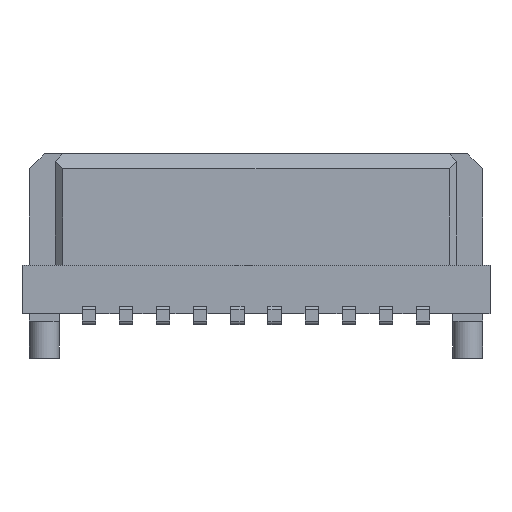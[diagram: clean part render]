
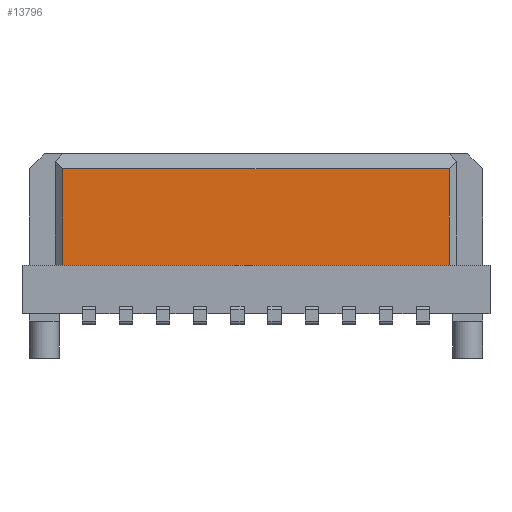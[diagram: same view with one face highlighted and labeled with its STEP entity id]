
A CAD part, front view. The second image highlights one B-rep face of the part: STEP entity #13796.
In plain terms, the highlighted planar face has unit normal (0, -1, 0).
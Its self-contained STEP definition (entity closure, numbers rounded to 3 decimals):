
#1471 = PLANE('',#1472);
#1472 = AXIS2_PLACEMENT_3D('',#1473,#1474,#1475);
#1473 = CARTESIAN_POINT('',(-5.655,1.635,0.808)
  );
#1474 = DIRECTION('',(0.,0.,-1.));
#1475 = DIRECTION('',(1.,0.,0.));
#4641 = VERTEX_POINT('',#4642);
#4642 = CARTESIAN_POINT('',(2.595,-1.265,0.808
    ));
#4656 = PLANE('',#4657);
#4657 = AXIS2_PLACEMENT_3D('',#4658,#4659,#4660);
#4658 = CARTESIAN_POINT('',(2.595,-1.265,2.217)
  );
#4659 = DIRECTION('',(-0.707,0.707,0.)
  );
#4660 = DIRECTION('',(0.707,0.707,0.)
  );
#4668 = EDGE_CURVE('',#4669,#4641,#4671,.T.);
#4669 = VERTEX_POINT('',#4670);
#4670 = CARTESIAN_POINT('',(-2.605,-1.265,
    0.808));
#4671 = SURFACE_CURVE('',#4672,(#4676,#4683),.PCURVE_S1.);
#4672 = LINE('',#4673,#4674);
#4673 = CARTESIAN_POINT('',(-0.005,-1.265,
    0.808));
#4674 = VECTOR('',#4675,1.);
#4675 = DIRECTION('',(1.,0.,0.));
#4676 = PCURVE('',#1471,#4677);
#4677 = DEFINITIONAL_REPRESENTATION('',(#4678),#4682);
#4678 = LINE('',#4679,#4680);
#4679 = CARTESIAN_POINT('',(5.65,2.9));
#4680 = VECTOR('',#4681,1.);
#4681 = DIRECTION('',(1.,0.));
#4682 = ( GEOMETRIC_REPRESENTATION_CONTEXT(2) 
PARAMETRIC_REPRESENTATION_CONTEXT() REPRESENTATION_CONTEXT('2D SPACE',''
  ) );
#4683 = PCURVE('',#4684,#4689);
#4684 = PLANE('',#4685);
#4685 = AXIS2_PLACEMENT_3D('',#4686,#4687,#4688);
#4686 = CARTESIAN_POINT('',(-5.105,-1.265,0.808)
  );
#4687 = DIRECTION('',(0.,1.,0.));
#4688 = DIRECTION('',(0.,0.,1.));
#4689 = DEFINITIONAL_REPRESENTATION('',(#4690),#4694);
#4690 = LINE('',#4691,#4692);
#4691 = CARTESIAN_POINT('',(0.,5.1));
#4692 = VECTOR('',#4693,1.);
#4693 = DIRECTION('',(0.,1.));
#4694 = ( GEOMETRIC_REPRESENTATION_CONTEXT(2) 
PARAMETRIC_REPRESENTATION_CONTEXT() REPRESENTATION_CONTEXT('2D SPACE',''
  ) );
#4712 = PLANE('',#4713);
#4713 = AXIS2_PLACEMENT_3D('',#4714,#4715,#4716);
#4714 = CARTESIAN_POINT('',(-2.705,-1.165,2.217)
  );
#4715 = DIRECTION('',(0.707,0.707,0.)
  );
#4716 = DIRECTION('',(0.707,-0.707,0.
    ));
#13796 = ADVANCED_FACE('',(#13797),#4684,.F.);
#13797 = FACE_BOUND('',#13798,.T.);
#13798 = EDGE_LOOP('',(#13799,#13800,#13823,#13851));
#13799 = ORIENTED_EDGE('',*,*,#4668,.T.);
#13800 = ORIENTED_EDGE('',*,*,#13801,.F.);
#13801 = EDGE_CURVE('',#13802,#4641,#13804,.T.);
#13802 = VERTEX_POINT('',#13803);
#13803 = CARTESIAN_POINT('',(2.595,-1.265,
    2.108));
#13804 = SURFACE_CURVE('',#13805,(#13809,#13816),.PCURVE_S1.);
#13805 = LINE('',#13806,#13807);
#13806 = CARTESIAN_POINT('',(2.595,-1.265,1.458)
  );
#13807 = VECTOR('',#13808,1.);
#13808 = DIRECTION('',(0.,0.,-1.));
#13809 = PCURVE('',#4684,#13810);
#13810 = DEFINITIONAL_REPRESENTATION('',(#13811),#13815);
#13811 = LINE('',#13812,#13813);
#13812 = CARTESIAN_POINT('',(0.65,7.7));
#13813 = VECTOR('',#13814,1.);
#13814 = DIRECTION('',(-1.,0.));
#13815 = ( GEOMETRIC_REPRESENTATION_CONTEXT(2) 
PARAMETRIC_REPRESENTATION_CONTEXT() REPRESENTATION_CONTEXT('2D SPACE',''
  ) );
#13816 = PCURVE('',#4656,#13817);
#13817 = DEFINITIONAL_REPRESENTATION('',(#13818),#13822);
#13818 = LINE('',#13819,#13820);
#13819 = CARTESIAN_POINT('',(0.,0.758));
#13820 = VECTOR('',#13821,1.);
#13821 = DIRECTION('',(0.,1.));
#13822 = ( GEOMETRIC_REPRESENTATION_CONTEXT(2) 
PARAMETRIC_REPRESENTATION_CONTEXT() REPRESENTATION_CONTEXT('2D SPACE',''
  ) );
#13823 = ORIENTED_EDGE('',*,*,#13824,.F.);
#13824 = EDGE_CURVE('',#13825,#13802,#13827,.T.);
#13825 = VERTEX_POINT('',#13826);
#13826 = CARTESIAN_POINT('',(-2.605,-1.265,2.108
    ));
#13827 = SURFACE_CURVE('',#13828,(#13832,#13839),.PCURVE_S1.);
#13828 = LINE('',#13829,#13830);
#13829 = CARTESIAN_POINT('',(-0.005,-1.265,
    2.108));
#13830 = VECTOR('',#13831,1.);
#13831 = DIRECTION('',(1.,0.,0.));
#13832 = PCURVE('',#4684,#13833);
#13833 = DEFINITIONAL_REPRESENTATION('',(#13834),#13838);
#13834 = LINE('',#13835,#13836);
#13835 = CARTESIAN_POINT('',(1.3,5.1));
#13836 = VECTOR('',#13837,1.);
#13837 = DIRECTION('',(0.,1.));
#13838 = ( GEOMETRIC_REPRESENTATION_CONTEXT(2) 
PARAMETRIC_REPRESENTATION_CONTEXT() REPRESENTATION_CONTEXT('2D SPACE',''
  ) );
#13839 = PCURVE('',#13840,#13845);
#13840 = PLANE('',#13841);
#13841 = AXIS2_PLACEMENT_3D('',#13842,#13843,#13844);
#13842 = CARTESIAN_POINT('',(-5.205,-1.265,2.108
    ));
#13843 = DIRECTION('',(0.,0.707,-0.707));
#13844 = DIRECTION('',(0.,0.707,0.707));
#13845 = DEFINITIONAL_REPRESENTATION('',(#13846),#13850);
#13846 = LINE('',#13847,#13848);
#13847 = CARTESIAN_POINT('',(0.,5.2));
#13848 = VECTOR('',#13849,1.);
#13849 = DIRECTION('',(0.,1.));
#13850 = ( GEOMETRIC_REPRESENTATION_CONTEXT(2) 
PARAMETRIC_REPRESENTATION_CONTEXT() REPRESENTATION_CONTEXT('2D SPACE',''
  ) );
#13851 = ORIENTED_EDGE('',*,*,#13852,.F.);
#13852 = EDGE_CURVE('',#4669,#13825,#13853,.T.);
#13853 = SURFACE_CURVE('',#13854,(#13858,#13865),.PCURVE_S1.);
#13854 = LINE('',#13855,#13856);
#13855 = CARTESIAN_POINT('',(-2.605,-1.265,1.458
    ));
#13856 = VECTOR('',#13857,1.);
#13857 = DIRECTION('',(0.,0.,1.));
#13858 = PCURVE('',#4684,#13859);
#13859 = DEFINITIONAL_REPRESENTATION('',(#13860),#13864);
#13860 = LINE('',#13861,#13862);
#13861 = CARTESIAN_POINT('',(0.65,2.5));
#13862 = VECTOR('',#13863,1.);
#13863 = DIRECTION('',(1.,0.));
#13864 = ( GEOMETRIC_REPRESENTATION_CONTEXT(2) 
PARAMETRIC_REPRESENTATION_CONTEXT() REPRESENTATION_CONTEXT('2D SPACE',''
  ) );
#13865 = PCURVE('',#4712,#13866);
#13866 = DEFINITIONAL_REPRESENTATION('',(#13867),#13871);
#13867 = LINE('',#13868,#13869);
#13868 = CARTESIAN_POINT('',(0.141,0.758));
#13869 = VECTOR('',#13870,1.);
#13870 = DIRECTION('',(0.,-1.));
#13871 = ( GEOMETRIC_REPRESENTATION_CONTEXT(2) 
PARAMETRIC_REPRESENTATION_CONTEXT() REPRESENTATION_CONTEXT('2D SPACE',''
  ) );
